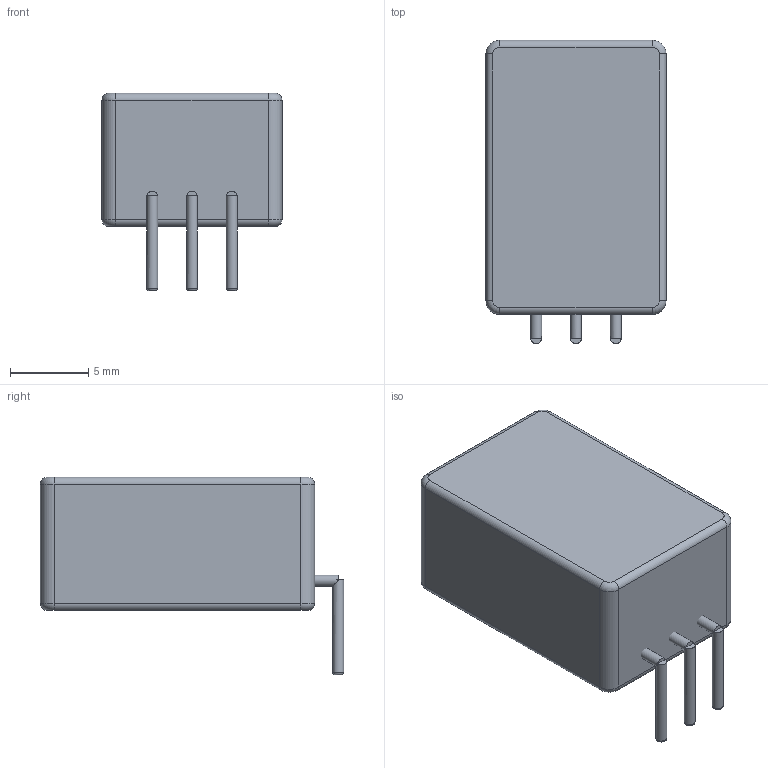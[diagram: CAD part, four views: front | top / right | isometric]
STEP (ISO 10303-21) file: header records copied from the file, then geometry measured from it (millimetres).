
FILE_DESCRIPTION(/* description */ ('model of Converter_DCDC_RECOM_R-78HB-0.5L_THT'),/* implementation_level */ '2;1');
FILE_NAME(/* name */ 'Converter_DCDC_RECOM_R-78HB-0.5L_THT.step',/* time_stamp */ '2018-03-25T16:11:48',/* author */ ('kicad StepUp','ksu'),/* organization */ ('FreeCAD'),/* preprocessor_version */ 'OCC',/* originating_system */ 'kicad StepUp',/* authorisation */ '');
FILE_SCHEMA(('AUTOMOTIVE_DESIGN { 1 0 10303 214 1 1 1 1 }'));
Length unit declared in the file: millimetre
Products named in the file (5): ASSEMBLY; Converter_DCDC_RECOM_R_78HB_05L_THT001; Shape0_952055228595; Shape0_776037631983; Converter_DCDC_RECOM_R_78HB_05L_THT
Assembly tree (4 placements, depth 2):
  ASSEMBLY
    Converter_DCDC_RECOM_R_78HB_05L_THT001
    Shape0_952055228595
    Shape0_776037631983
    Converter_DCDC_RECOM_R_78HB_05L_THT
Bounding box: 11.5 x 19.35 x 12.6 mm (x, y, z)
Surface area: 1819.1 mm2
Topology: 5 solids, 6 shells, 81 faces, 172 edges, 102 vertices
Faces by surface type: cylinder 32, plane 30, torus 19
Full cylindrical faces by diameter (mm): 0.7 x6
Entity records: 2305 total; most frequent: DIRECTION 436, CARTESIAN_POINT 362, ORIENTED_EDGE 341, AXIS2_PLACEMENT_3D 180, EDGE_CURVE 172, VERTEX_POINT 102, CIRCLE 85, ADVANCED_FACE 81
